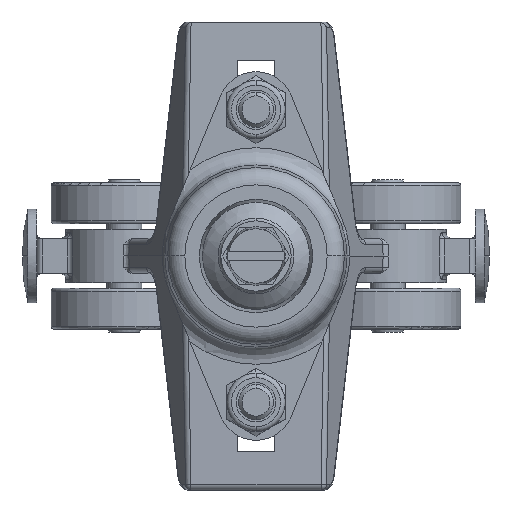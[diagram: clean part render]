
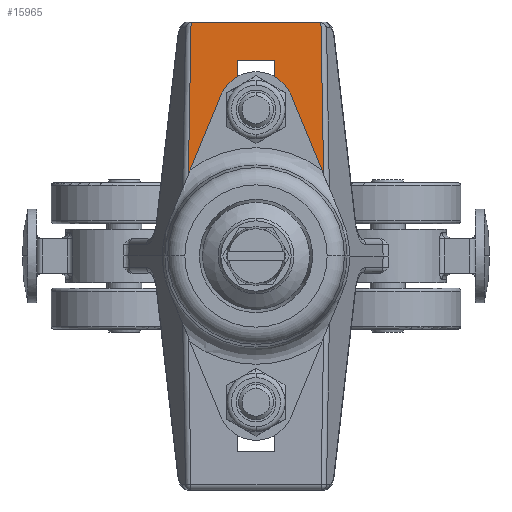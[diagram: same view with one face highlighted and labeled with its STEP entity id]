
A CAD part, front view. The second image highlights one B-rep face of the part: STEP entity #15965.
In plain terms, the highlighted planar face has unit normal (0, 1, -0.025).
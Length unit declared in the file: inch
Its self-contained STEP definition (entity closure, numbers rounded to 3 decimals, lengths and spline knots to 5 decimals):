
#169 = FACE_BOUND ( 'NONE', #32843, .T. ) ;
#400 = EDGE_CURVE ( 'NONE', #32418, #28425, #24968, .T. ) ;
#914 = EDGE_CURVE ( 'NONE', #32418, #26050, #29646, .T. ) ;
#1566 = ORIENTED_EDGE ( 'NONE', *, *, #4604, .T. ) ;
#2624 = EDGE_CURVE ( 'NONE', #19545, #9290, #25810, .T. ) ;
#3009 = VERTEX_POINT ( 'NONE', #36622 ) ;
#3050 = ORIENTED_EDGE ( 'NONE', *, *, #19130, .F. ) ;
#3683 = ORIENTED_EDGE ( 'NONE', *, *, #20783, .T. ) ;
#3780 = DIRECTION ( 'NONE',  ( 0., 1., -0.025 ) ) ;
#4081 = CARTESIAN_POINT ( 'NONE',  ( -1.5748, 0.00256, 0.10233 ) ) ;
#4238 = CARTESIAN_POINT ( 'NONE',  ( 0.43704, 0.03932, 1.57275 ) ) ;
#4389 = CARTESIAN_POINT ( 'NONE',  ( -0.4237, 0.03937, 1.5748 ) ) ;
#4604 = EDGE_CURVE ( 'NONE', #9290, #3009, #30509, .T. ) ;
#5036 = EDGE_CURVE ( 'NONE', #7348, #36587, #10621, .T. ) ;
#5449 = VERTEX_POINT ( 'NONE', #35581 ) ;
#5491 = CARTESIAN_POINT ( 'NONE',  ( -1.5748, 0.03297, 1.3189 ) ) ;
#6174 = CARTESIAN_POINT ( 'NONE',  ( 0.46394, 0.00089, 0.03576 ) ) ;
#6600 = CARTESIAN_POINT ( 'NONE',  ( 0.12598, 0.02116, 0.84646 ) ) ;
#6634 = CARTESIAN_POINT ( 'NONE',  ( -1.5748, 0.03937, 1.5748 ) ) ;
#6814 = CARTESIAN_POINT ( 'NONE',  ( -0.31496, 0.00256, 0.10233 ) ) ;
#6871 = VECTOR ( 'NONE', #25644, 39.37008 ) ;
#7023 = CARTESIAN_POINT ( 'NONE',  ( 0.12598, 0.03297, 1.3189 ) ) ;
#7103 = VECTOR ( 'NONE', #17373, 39.37008 ) ;
#7149 = AXIS2_PLACEMENT_3D ( 'NONE', #6634, #3780, #21391 ) ;
#7348 = VERTEX_POINT ( 'NONE', #8984 ) ;
#7503 = ORIENTED_EDGE ( 'NONE', *, *, #400, .F. ) ;
#8244 = ORIENTED_EDGE ( 'NONE', *, *, #20833, .T. ) ;
#8969 = CARTESIAN_POINT ( 'NONE',  ( -0.43735, 0.03887, 1.5549 ) ) ;
#8984 = CARTESIAN_POINT ( 'NONE',  ( -0.4237, 0.03937, 1.5748 ) ) ;
#9290 = VERTEX_POINT ( 'NONE', #9294 ) ;
#9294 = CARTESIAN_POINT ( 'NONE',  ( -0.12598, 0.03297, 1.3189 ) ) ;
#9646 = EDGE_CURVE ( 'NONE', #24521, #19545, #13572, .T. ) ;
#10061 = B_SPLINE_CURVE_WITH_KNOTS ( 'NONE', 3,
 ( #19043, #13370, #30646, #4238 ),
 .UNSPECIFIED., .F., .F.,
 ( 4, 4 ),
 ( 0., 1. ),
 .UNSPECIFIED. ) ;
#10575 = DIRECTION ( 'NONE',  ( 0., -0.025, -1. ) ) ;
#10621 = LINE ( 'NONE', #28079, #28564 ) ;
#10668 = CARTESIAN_POINT ( 'NONE',  ( -1.5748, 0.01978, 0.79109 ) ) ;
#11011 = DIRECTION ( 'NONE',  ( 1., 0., 0. ) ) ;
#12656 = VECTOR ( 'NONE', #34566, 39.37008 ) ;
#12957 = CARTESIAN_POINT ( 'NONE',  ( -0.43271, 0.03935, 1.57411 ) ) ;
#13370 = CARTESIAN_POINT ( 'NONE',  ( 0.42827, 0.03937, 1.5748 ) ) ;
#13572 = LINE ( 'NONE', #19226, #31680 ) ;
#13887 = VERTEX_POINT ( 'NONE', #24891 ) ;
#14451 = PLANE ( 'NONE',  #7149 ) ;
#14606 = CARTESIAN_POINT ( 'NONE',  ( -1.5748, 0.02116, 0.84646 ) ) ;
#15126 = ORIENTED_EDGE ( 'NONE', *, *, #30781, .T. ) ;
#15150 = LINE ( 'NONE', #14606, #26908 ) ;
#15300 = ORIENTED_EDGE ( 'NONE', *, *, #9646, .T. ) ;
#15965 = ADVANCED_FACE ( 'NONE', ( #169, #17268 ), #14451, .T. ) ;
#16087 = DIRECTION ( 'NONE',  ( 0., -0.025, -1. ) ) ;
#16293 = ORIENTED_EDGE ( 'NONE', *, *, #2624, .T. ) ;
#16712 = CARTESIAN_POINT ( 'NONE',  ( -0.31496, 0.01978, 0.79109 ) ) ;
#16958 = LINE ( 'NONE', #28524, #32334 ) ;
#17011 = LINE ( 'NONE', #37480, #37372 ) ;
#17268 = FACE_OUTER_BOUND ( 'NONE', #22557, .T. ) ;
#17303 = DIRECTION ( 'NONE',  ( 0.017, 0.025, 1. ) ) ;
#17373 = DIRECTION ( 'NONE',  ( 0.017, -0.025, -1. ) ) ;
#18656 = CARTESIAN_POINT ( 'NONE',  ( 0.46278, 0.00256, 0.10233 ) ) ;
#19043 = CARTESIAN_POINT ( 'NONE',  ( 0.4237, 0.03937, 1.5748 ) ) ;
#19130 = EDGE_CURVE ( 'NONE', #13887, #37166, #17011, .T. ) ;
#19135 = ORIENTED_EDGE ( 'NONE', *, *, #5036, .T. ) ;
#19226 = CARTESIAN_POINT ( 'NONE',  ( 0.12598, 0.03937, 1.5748 ) ) ;
#19545 = VERTEX_POINT ( 'NONE', #7023 ) ;
#19577 = VERTEX_POINT ( 'NONE', #33409 ) ;
#20259 = ORIENTED_EDGE ( 'NONE', *, *, #32204, .T. ) ;
#20381 = VERTEX_POINT ( 'NONE', #16712 ) ;
#20440 = DIRECTION ( 'NONE',  ( 1., 0., 0. ) ) ;
#20783 = EDGE_CURVE ( 'NONE', #36587, #19577, #10061, .T. ) ;
#20833 = EDGE_CURVE ( 'NONE', #13887, #5449, #16958, .T. ) ;
#20946 = VECTOR ( 'NONE', #17303, 39.37008 ) ;
#20996 = EDGE_CURVE ( 'NONE', #26050, #7348, #27283, .T. ) ;
#21391 = DIRECTION ( 'NONE',  ( 0., 0.025, 1. ) ) ;
#21617 = VECTOR ( 'NONE', #16087, 39.37008 ) ;
#21927 = CARTESIAN_POINT ( 'NONE',  ( -0.31496, 0.03937, 1.5748 ) ) ;
#22088 = DIRECTION ( 'NONE',  ( 1., 0., 0. ) ) ;
#22557 = EDGE_LOOP ( 'NONE', ( #7503, #26550, #33293, #19135, #3683, #33664, #3050, #8244, #15126, #24930 ) ) ;
#24173 = CARTESIAN_POINT ( 'NONE',  ( 0.4237, 0.03937, 1.5748 ) ) ;
#24424 = LINE ( 'NONE', #21927, #21617 ) ;
#24521 = VERTEX_POINT ( 'NONE', #6600 ) ;
#24891 = CARTESIAN_POINT ( 'NONE',  ( 0.31496, 0.00256, 0.10233 ) ) ;
#24930 = ORIENTED_EDGE ( 'NONE', *, *, #27670, .T. ) ;
#24968 = LINE ( 'NONE', #4081, #33278 ) ;
#25124 = DIRECTION ( 'NONE',  ( 0., 0.025, 1. ) ) ;
#25492 = DIRECTION ( 'NONE',  ( 0., 0.025, 1. ) ) ;
#25644 = DIRECTION ( 'NONE',  ( -1., 0., 0. ) ) ;
#25810 = LINE ( 'NONE', #5491, #12656 ) ;
#26050 = VERTEX_POINT ( 'NONE', #31311 ) ;
#26493 = LINE ( 'NONE', #6174, #7103 ) ;
#26550 = ORIENTED_EDGE ( 'NONE', *, *, #914, .T. ) ;
#26908 = VECTOR ( 'NONE', #20440, 39.37008 ) ;
#27283 = B_SPLINE_CURVE_WITH_KNOTS ( 'NONE', 3,
 ( #35535, #12957, #27387, #4389 ),
 .UNSPECIFIED., .F., .F.,
 ( 4, 4 ),
 ( 0., 1. ),
 .UNSPECIFIED. ) ;
#27387 = CARTESIAN_POINT ( 'NONE',  ( -0.42827, 0.03937, 1.5748 ) ) ;
#27670 = EDGE_CURVE ( 'NONE', #20381, #28425, #24424, .T. ) ;
#28034 = CARTESIAN_POINT ( 'NONE',  ( -0.12598, 0.03937, 1.5748 ) ) ;
#28079 = CARTESIAN_POINT ( 'NONE',  ( -1.5748, 0.03937, 1.5748 ) ) ;
#28425 = VERTEX_POINT ( 'NONE', #6814 ) ;
#28524 = CARTESIAN_POINT ( 'NONE',  ( 0.31496, 0.03937, 1.5748 ) ) ;
#28564 = VECTOR ( 'NONE', #11011, 39.37008 ) ;
#29646 = LINE ( 'NONE', #8969, #20946 ) ;
#30509 = LINE ( 'NONE', #28034, #32778 ) ;
#30646 = CARTESIAN_POINT ( 'NONE',  ( 0.43271, 0.03935, 1.57411 ) ) ;
#30781 = EDGE_CURVE ( 'NONE', #5449, #20381, #37190, .T. ) ;
#31311 = CARTESIAN_POINT ( 'NONE',  ( -0.43704, 0.03932, 1.57275 ) ) ;
#31680 = VECTOR ( 'NONE', #25124, 39.37008 ) ;
#32204 = EDGE_CURVE ( 'NONE', #3009, #24521, #15150, .T. ) ;
#32334 = VECTOR ( 'NONE', #25492, 39.37008 ) ;
#32418 = VERTEX_POINT ( 'NONE', #35233 ) ;
#32778 = VECTOR ( 'NONE', #10575, 39.37008 ) ;
#32843 = EDGE_LOOP ( 'NONE', ( #1566, #20259, #15300, #16293 ) ) ;
#33278 = VECTOR ( 'NONE', #22088, 39.37008 ) ;
#33293 = ORIENTED_EDGE ( 'NONE', *, *, #20996, .T. ) ;
#33409 = CARTESIAN_POINT ( 'NONE',  ( 0.43704, 0.03932, 1.57275 ) ) ;
#33664 = ORIENTED_EDGE ( 'NONE', *, *, #34991, .T. ) ;
#34566 = DIRECTION ( 'NONE',  ( -1., 0., 0. ) ) ;
#34679 = DIRECTION ( 'NONE',  ( 1., 0., 0. ) ) ;
#34991 = EDGE_CURVE ( 'NONE', #19577, #37166, #26493, .T. ) ;
#35233 = CARTESIAN_POINT ( 'NONE',  ( -0.46278, 0.00256, 0.10233 ) ) ;
#35535 = CARTESIAN_POINT ( 'NONE',  ( -0.43704, 0.03932, 1.57275 ) ) ;
#35581 = CARTESIAN_POINT ( 'NONE',  ( 0.31496, 0.01978, 0.79109 ) ) ;
#36587 = VERTEX_POINT ( 'NONE', #24173 ) ;
#36622 = CARTESIAN_POINT ( 'NONE',  ( -0.12598, 0.02116, 0.84646 ) ) ;
#37166 = VERTEX_POINT ( 'NONE', #18656 ) ;
#37190 = LINE ( 'NONE', #10668, #6871 ) ;
#37372 = VECTOR ( 'NONE', #34679, 39.37008 ) ;
#37480 = CARTESIAN_POINT ( 'NONE',  ( -1.5748, 0.00256, 0.10233 ) ) ;
